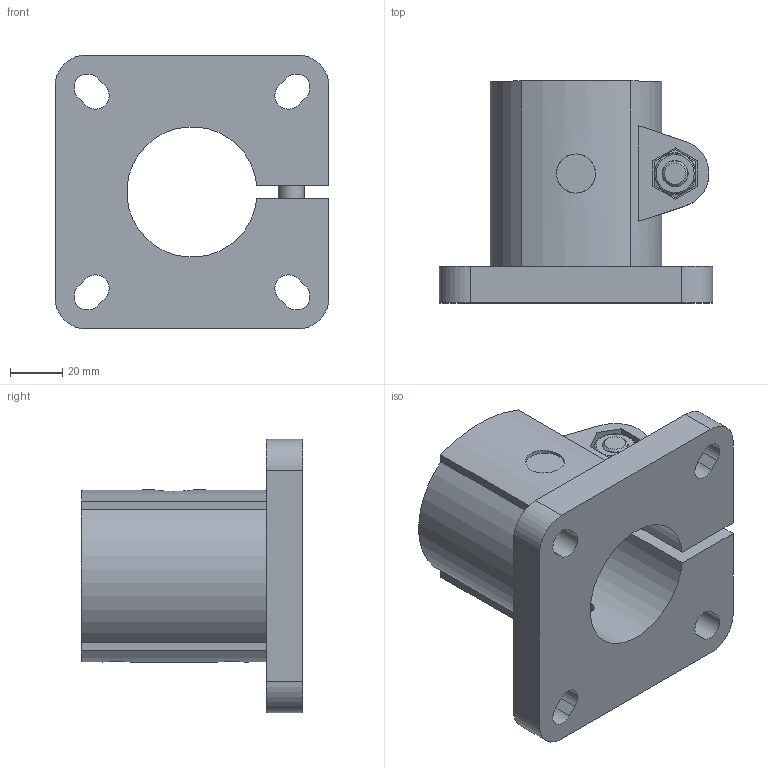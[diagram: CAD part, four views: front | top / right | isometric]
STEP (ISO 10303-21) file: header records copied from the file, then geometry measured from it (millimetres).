
FILE_DESCRIPTION( ( 'STEP AP214' ), '1' );
FILE_NAME( 'K0499.50.stp', '2020-12-08T10:37:00', ( '' ), ( '' ), ' ', 'PARTsolutions', ' ' );
FILE_SCHEMA( ( 'AUTOMOTIVE_DESIGN { 1 0 10303 214 1 1 1 1 }' ) );
Length unit declared in the file: millimetre
Products named in the file (4): K0499.50; _K0499.50_klemmfuehrungen; _din_985_M 10; _K0869.10X35
Assembly tree (3 placements, depth 2):
  K0499.50
    _K0499.50_klemmfuehrungen
    _din_985_M 10
    _K0869.10X35
Bounding box: 105 x 85 x 105 mm (x, y, z)
Volume: 240780.4 mm3; surface area: 62303.2 mm2
Topology: 3 solids, 3 shells, 121 faces, 299 edges, 192 vertices
Faces by surface type: plane 70, cylinder 32, cone 16, torus 3
Full cylindrical faces by diameter (mm): 6.6 x2, 7.976 x1, 8.376 x1, 10 x1, 10.5 x2, 11 x2, 15 x1, 15.6 x1, 16 x1
Entity records: 4907 total; most frequent: CARTESIAN_POINT 1044, DIRECTION 584, ORIENTED_EDGE 552, EDGE_CURVE 276, AXIS2_PLACEMENT_3D 212, VERTEX_POINT 189, EDGE_LOOP 166, LINE 160
